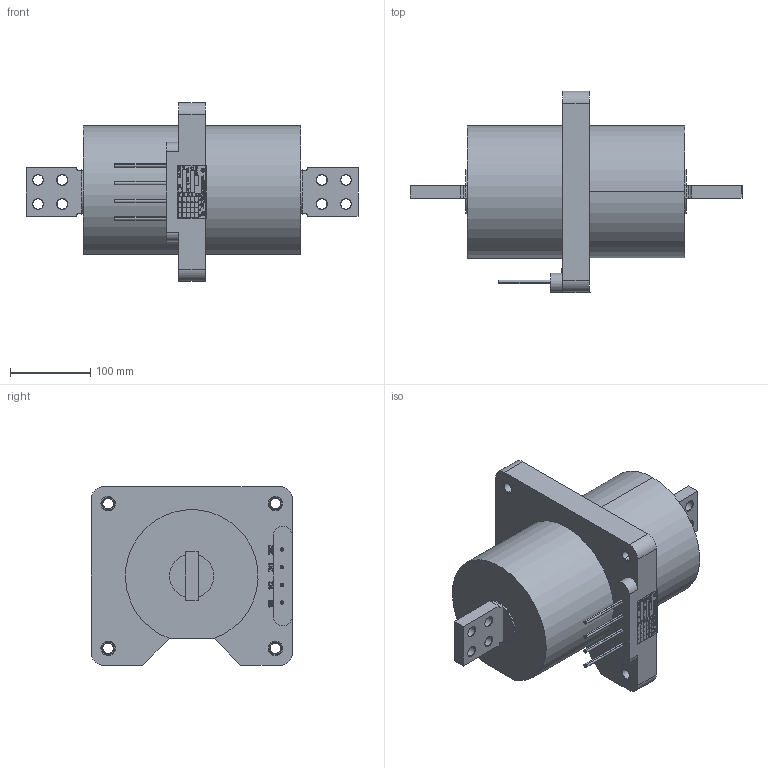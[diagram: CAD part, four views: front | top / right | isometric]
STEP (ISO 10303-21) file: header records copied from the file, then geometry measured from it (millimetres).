
FILE_DESCRIPTION (( 'STEP AP214' ), '1' );
FILE_NAME ('ﾒﾋﾊ-ﾑﾒ-10-ﾒﾏﾊ7 (1000ﾀ-2000ﾀ).STEP', '2023-07-21T09:26:40', ( '' ), ( '' ), 'SwSTEP 2.0', 'SolidWorks 2014', '' );
FILE_SCHEMA (( 'AUTOMOTIVE_DESIGN' ));
Length unit declared in the file: millimetre
Products named in the file (54): curved spring lock washer_din; èçîë ïðîâ^Êîïèÿ Ñáîðêà3_ÈÁËÒ.671213.019-01 ÒËÊ-ÑÒ-10-7; Êîïèÿ Êîïèÿ Ñáîðêà3^Ñáîðêà2; plain washer grade c_din; ïðîâîä^Êîïèÿ Ñáîðêà3_ÈÁËÒ.671213.019-01 ÒËÊ-ÑÒ-10-7; hex screw gradec_din; ÂÅÈÓ.754312.168 Òàáëè÷êà òåõíè÷åñêèõ äàííûõ ÒËÊ-ÑÒ__-00; 屡扔.685528.004 罔磬 磬觐礤黜桕郷_-01; hex screw gradec_din_ISO 4018 - M6 x 12-NN; ÂÅÈÓ.754312.168 Òàáëè÷êà òåõíè÷åñêèõ äàííûõ ÒËÊ-ÑÒ_; 屡扔.685528.004 罔磬 磬觐礤黜桕郷; hex screw gradec_din_ISO 4018 - M6 x 20-WN; ÂÅÈÓ.758472.007-01 Ãàéêà; curved spring lock washer_din_Spring washer DIN 128 - A5; plain washer grade c_din_Washer DIN 126 - 6.6; ����.671224.304-01-01��_���-��-10-���7; Êîðïóñ ÒÏÊ-10-3; 屡扔.713174.003 买箅赅; ������ ���-10-3_���-��-10-���7 2 ���.; 屡扔.713174.003 买箅赅_-05; ﾒﾋﾊ-ﾑﾒ-10-ﾒﾏﾊ7 (1000ﾀ-2000ﾀ); Íàêîíå÷íèê ñ ïðîâîäîì_00
Assembly tree (39 placements, depth 4):
  curved spring lock washer_din
  èçîë ïðîâ^Êîïèÿ Ñáîðêà3_ÈÁËÒ.671213.019-01 ÒËÊ-ÑÒ-10-7
  plain washer grade c_din
  ïðîâîä^Êîïèÿ Ñáîðêà3_ÈÁËÒ.671213.019-01 ÒËÊ-ÑÒ-10-7
  hex screw gradec_din
Bounding box: 413 x 250.6 x 222 mm (x, y, z)
Volume: 6995741 mm3; surface area: 346429.5 mm2
Topology: 39 solids, 43 shells, 2700 faces, 6873 edges, 4498 vertices
Faces by surface type: plane 1574, bspline 694, cylinder 260, cone 152, torus 20
Entity records: 120166 total; most frequent: CARTESIAN_POINT 48727, ORIENTED_EDGE 11694, DIRECTION 7911, EDGE_CURVE 5847, VECTOR 4137, LINE 4137, VERTEX_POINT 3879, EDGE_LOOP 2510
